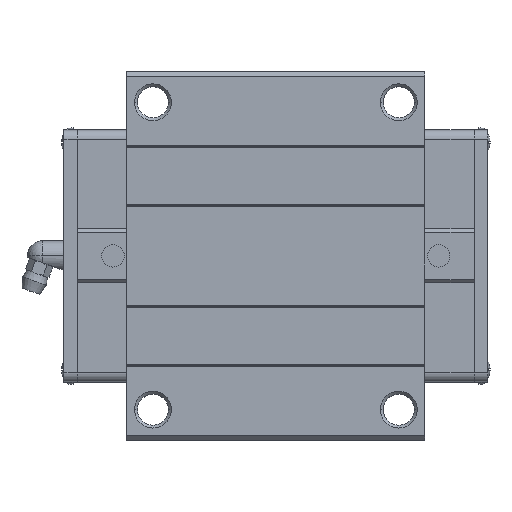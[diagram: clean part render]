
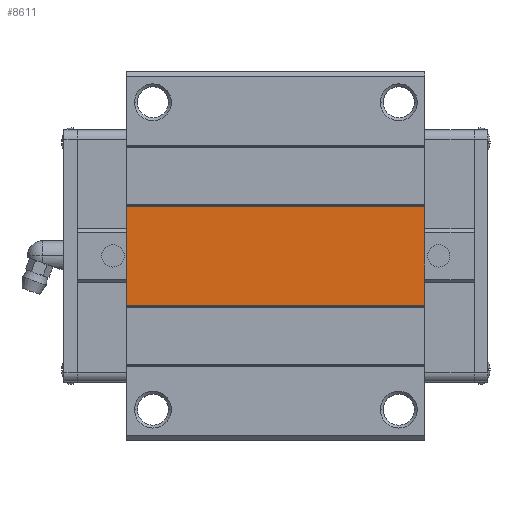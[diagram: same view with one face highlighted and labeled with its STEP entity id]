
A CAD part, top view. The second image highlights one B-rep face of the part: STEP entity #8611.
In plain terms, the highlighted planar face has unit normal (0, 0, 1).
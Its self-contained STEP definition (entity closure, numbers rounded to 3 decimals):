
#7459=CARTESIAN_POINT('POINT477',(21.2,-16.05,50.5));
#7460=VERTEX_POINT('VERTEX477',#7459);
#7467=CARTESIAN_POINT('POINT478',(21.2,16.05,
   50.5));
#7468=VERTEX_POINT('VERTEX478',#7467);
#7469=CARTESIAN_POINT('POS778',(21.2,16.05,
   50.5));
#7470=DIRECTION('DIR1133',(0.,-1.,0.));
#7471=VECTOR('VEC423',#7470,1.);
#7472=LINE('STRAIGHT423',#7469,#7471);
#7473=EDGE_CURVE('EDGE718',#7468,#7460,#7472,.T.);
#8564=CARTESIAN_POINT('POINT567',(118.2,-16.05,50.5))
   ;
#8565=VERTEX_POINT('VERTEX567',#8564);
#8572=CARTESIAN_POINT('POS904',(21.2,-16.05,50.5));
#8573=DIRECTION('DIR1303',(1.,0.,0.));
#8574=VECTOR('VEC505',#8573,1.);
#8575=LINE('STRAIGHT505',#8572,#8574);
#8576=EDGE_CURVE('EDGE831',#7460,#8565,#8575,.T.);
#8588=CARTESIAN_POINT('POINT568',(118.2,16.05,
   50.5));
#8589=VERTEX_POINT('VERTEX568',#8588);
#8590=CARTESIAN_POINT('POS906',(118.2,16.05,
   50.5));
#8591=DIRECTION('DIR1306',(0.,1.,0.));
#8592=VECTOR('VEC506',#8591,1.);
#8593=LINE('STRAIGHT506',#8590,#8592);
#8594=EDGE_CURVE('EDGE832',#8565,#8589,#8593,.T.);
#8595=ORIENTED_EDGE('COEDGE1544',*,*,#8594,.T.);
#8596=CARTESIAN_POINT('POS907',(21.2,16.05,
   50.5));
#8597=DIRECTION('DIR1307',(1.,0.,0.));
#8598=VECTOR('VEC507',#8597,1.);
#8599=LINE('STRAIGHT507',#8596,#8598);
#8600=EDGE_CURVE('EDGE833',#7468,#8589,#8599,.T.);
#8601=ORIENTED_EDGE('COEDGE1545',*,*,#8600,.F.);
#8602=ORIENTED_EDGE('COEDGE1546',*,*,#7473,.T.);
#8603=ORIENTED_EDGE('COEDGE1547',*,*,#8576,.T.);
#8604=EDGE_LOOP('NONE',(#8595,#8601,#8602,#8603));
#8605=FACE_BOUND('LOOP1',#8604,.T.);
#8606=CARTESIAN_POINT('POS908',(21.2,-16.05,50.5));
#8607=DIRECTION('DIR1308',(0.,0.,1.));
#8608=DIRECTION('DIR1309',(1.,0.,0.));
#8609=AXIS2_PLACEMENT_3D('AXIS401',#8606,#8607,#8608);
#8610=PLANE('PLANE151',#8609);
#8611=ADVANCED_FACE('FACE290',(#8605),#8610,.T.);
